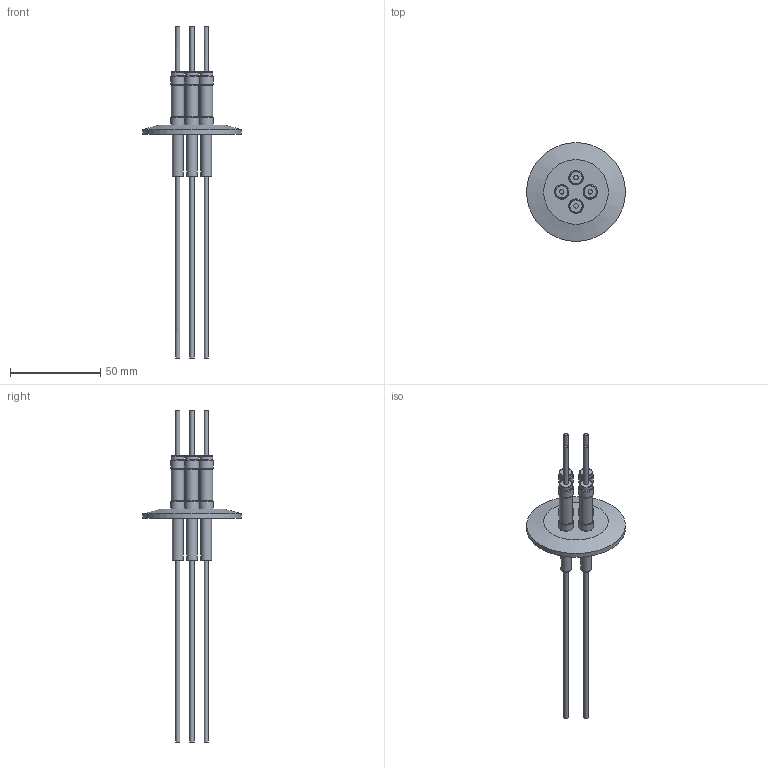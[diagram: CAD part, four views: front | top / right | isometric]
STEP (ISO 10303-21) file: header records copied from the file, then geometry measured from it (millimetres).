
FILE_DESCRIPTION(/* description */ ('Unknown'),/* implementation_level */ '2;1');
FILE_NAME(/* name */ 'EFT1243098B',/* time_stamp */ '2018-03-13T08:45:59-04:00',/* author */ ('Unknown'),/* organization */ ('Unknown'),/* preprocessor_version */ 'ST-DEVELOPER v16.7',/* originating_system */ 'DEX',/* authorisation */ $);
FILE_SCHEMA (('AUTOMOTIVE_DESIGN {1 0 10303 214 3 1 1}'));
Length unit declared in the file: inch
Products named in the file (1): EFT1243098B
Bounding box: 54.86 x 54.86 x 184.15 mm (x, y, z)
Volume: 18651.2 mm3; surface area: 19149.9 mm2
Topology: 1 solids, 1 shells, 144 faces, 300 edges, 192 vertices
Faces by surface type: cylinder 67, plane 36, cone 29, torus 12
Full cylindrical faces by diameter (mm): 2.388 x8, 2.667 x4, 5.867 x4, 5.944 x4, 6.426 x4, 6.579 x4, 6.96 x4, 7.01 x4, 7.036 x4, 7.112 x8, 7.239 x4, 7.29 x4, 7.899 x4, 7.95 x4, 40.719 x1, 45.72 x1, 54.864 x1
Entity records: 3909 total; most frequent: DIRECTION 576, CARTESIAN_POINT 431, AXIS2_PLACEMENT_3D 288, ORIENTED_EDGE 286, EDGE_LOOP 286, FACE_BOUND 286, STYLED_ITEM 144, PRESENTATION_STYLE_ASSIGNMENT 144
